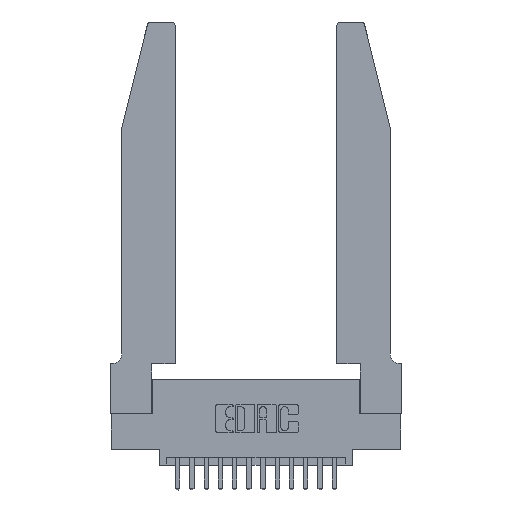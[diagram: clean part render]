
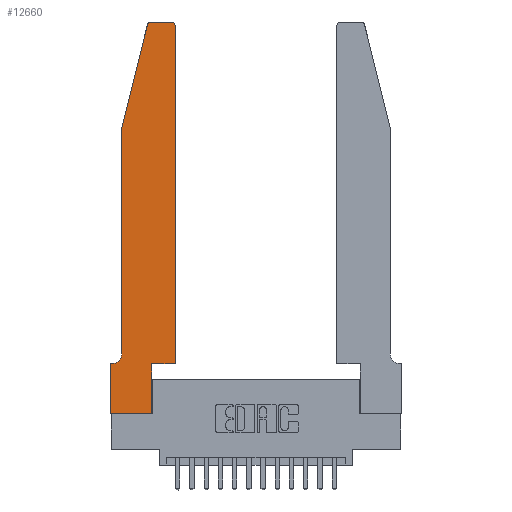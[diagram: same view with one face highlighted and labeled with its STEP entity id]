
A CAD part, top view. The second image highlights one B-rep face of the part: STEP entity #12660.
In plain terms, the highlighted planar face has unit normal (0, 0, 1).
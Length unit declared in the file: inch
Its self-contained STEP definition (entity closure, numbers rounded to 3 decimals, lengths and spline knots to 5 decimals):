
#70 = EDGE_CURVE ( 'NONE', #5965, #3180, #14532, .T. ) ;
#114 = EDGE_CURVE ( 'NONE', #6394, #15108, #15854, .T. ) ;
#189 = VECTOR ( 'NONE', #15983, 39.37008 ) ;
#350 = CARTESIAN_POINT ( 'NONE',  ( 0.284, 2.72, 0.37 ) ) ;
#612 = DIRECTION ( 'NONE',  ( 0., 0., 1. ) ) ;
#766 = DIRECTION ( 'NONE',  ( 1., 0., 0. ) ) ;
#879 = VECTOR ( 'NONE', #1778, 39.37008 ) ;
#1005 = ORIENTED_EDGE ( 'NONE', *, *, #5600, .T. ) ;
#1231 = CARTESIAN_POINT ( 'NONE',  ( 0.0055, 0.42, 0.37 ) ) ;
#1525 = CARTESIAN_POINT ( 'NONE',  ( 0.0755, 2., 0.37 ) ) ;
#1778 = DIRECTION ( 'NONE',  ( 0., -1., 0. ) ) ;
#1959 = CARTESIAN_POINT ( 'NONE',  ( 0.4505, 2.72, 0.37 ) ) ;
#2029 = VERTEX_POINT ( 'NONE', #1959 ) ;
#2122 = CARTESIAN_POINT ( 'NONE',  ( 0.4205, 2.72, 0.37 ) ) ;
#2375 = CARTESIAN_POINT ( 'NONE',  ( 0.0755, 2., 0.37 ) ) ;
#2417 = AXIS2_PLACEMENT_3D ( 'NONE', #5220, #10665, #3607 ) ;
#2425 = ORIENTED_EDGE ( 'NONE', *, *, #17346, .T. ) ;
#2743 = DIRECTION ( 'NONE',  ( -1., 0., 0. ) ) ;
#3014 = CARTESIAN_POINT ( 'NONE',  ( 0., 0., 0.37 ) ) ;
#3094 = AXIS2_PLACEMENT_3D ( 'NONE', #1231, #18294, #2743 ) ;
#3180 = VERTEX_POINT ( 'NONE', #5276 ) ;
#3607 = DIRECTION ( 'NONE',  ( 1., 0., 0. ) ) ;
#3804 = VECTOR ( 'NONE', #13785, 39.37008 ) ;
#3898 = DIRECTION ( 'NONE',  ( -0.239, -0.971, 0. ) ) ;
#4228 = ORIENTED_EDGE ( 'NONE', *, *, #114, .T. ) ;
#4591 = CARTESIAN_POINT ( 'NONE',  ( 0., 0.35, 0.37 ) ) ;
#5060 = EDGE_CURVE ( 'NONE', #10435, #11180, #10818, .T. ) ;
#5086 = EDGE_CURVE ( 'NONE', #15853, #5965, #14145, .T. ) ;
#5110 = FACE_OUTER_BOUND ( 'NONE', #10984, .T. ) ;
#5220 = CARTESIAN_POINT ( 'NONE',  ( 0., 0.35, 0.37 ) ) ;
#5276 = CARTESIAN_POINT ( 'NONE',  ( 0.4505, 0.35, 0.37 ) ) ;
#5550 = ORIENTED_EDGE ( 'NONE', *, *, #10071, .T. ) ;
#5596 = ORIENTED_EDGE ( 'NONE', *, *, #7181, .T. ) ;
#5600 = EDGE_CURVE ( 'NONE', #2029, #14841, #13825, .T. ) ;
#5965 = VERTEX_POINT ( 'NONE', #13155 ) ;
#6009 = ORIENTED_EDGE ( 'NONE', *, *, #12832, .T. ) ;
#6289 = CARTESIAN_POINT ( 'NONE',  ( 0.4505, 0.35, 0.37 ) ) ;
#6394 = VERTEX_POINT ( 'NONE', #4591 ) ;
#6653 = CARTESIAN_POINT ( 'NONE',  ( 0., 0., 0.37 ) ) ;
#7181 = EDGE_CURVE ( 'NONE', #15108, #15853, #15377, .T. ) ;
#7209 = ORIENTED_EDGE ( 'NONE', *, *, #5086, .T. ) ;
#7546 = VECTOR ( 'NONE', #11540, 39.37008 ) ;
#7952 = DIRECTION ( 'NONE',  ( -1., 0., 0. ) ) ;
#8067 = PLANE ( 'NONE',  #2417 ) ;
#8790 = VECTOR ( 'NONE', #11555, 39.37008 ) ;
#9076 = AXIS2_PLACEMENT_3D ( 'NONE', #2122, #612, #11994 ) ;
#9680 = CIRCLE ( 'NONE', #17734, 0.03 ) ;
#9790 = VERTEX_POINT ( 'NONE', #14072 ) ;
#9899 = CARTESIAN_POINT ( 'NONE',  ( 0.0755, 0.42, 0.37 ) ) ;
#10071 = EDGE_CURVE ( 'NONE', #11180, #11133, #11761, .T. ) ;
#10161 = ORIENTED_EDGE ( 'NONE', *, *, #5060, .T. ) ;
#10435 = VERTEX_POINT ( 'NONE', #11299 ) ;
#10538 = ORIENTED_EDGE ( 'NONE', *, *, #13671, .T. ) ;
#10608 = VECTOR ( 'NONE', #3898, 39.37008 ) ;
#10665 = DIRECTION ( 'NONE',  ( 0., 0., 1. ) ) ;
#10818 = LINE ( 'NONE', #2375, #10608 ) ;
#10984 = EDGE_LOOP ( 'NONE', ( #10538, #2425, #10161, #5550, #11650, #6009, #4228, #5596, #7209, #16787, #12999, #1005 ) ) ;
#10985 = VERTEX_POINT ( 'NONE', #16069 ) ;
#11132 = CARTESIAN_POINT ( 'NONE',  ( 0.2865, 0.35, 0.37 ) ) ;
#11133 = VERTEX_POINT ( 'NONE', #9899 ) ;
#11180 = VERTEX_POINT ( 'NONE', #12854 ) ;
#11299 = CARTESIAN_POINT ( 'NONE',  ( 0.25487, 2.72718, 0.37 ) ) ;
#11540 = DIRECTION ( 'NONE',  ( 0., -1., 0. ) ) ;
#11555 = DIRECTION ( 'NONE',  ( 1., 0., 0. ) ) ;
#11650 = ORIENTED_EDGE ( 'NONE', *, *, #17113, .T. ) ;
#11761 = LINE ( 'NONE', #1525, #7546 ) ;
#11994 = DIRECTION ( 'NONE',  ( 1., 0., 0. ) ) ;
#12303 = EDGE_CURVE ( 'NONE', #3180, #2029, #16658, .T. ) ;
#12660 = ADVANCED_FACE ( 'NONE', ( #5110 ), #8067, .T. ) ;
#12719 = CARTESIAN_POINT ( 'NONE',  ( 0.4505, 0.35, 0.37 ) ) ;
#12832 = EDGE_CURVE ( 'NONE', #9790, #6394, #17103, .T. ) ;
#12854 = CARTESIAN_POINT ( 'NONE',  ( 0.0755, 2., 0.37 ) ) ;
#12999 = ORIENTED_EDGE ( 'NONE', *, *, #12303, .T. ) ;
#13155 = CARTESIAN_POINT ( 'NONE',  ( 0.2865, 0.35, 0.37 ) ) ;
#13671 = EDGE_CURVE ( 'NONE', #14841, #10985, #15548, .T. ) ;
#13687 = DIRECTION ( 'NONE',  ( 0., 0., 1. ) ) ;
#13785 = DIRECTION ( 'NONE',  ( 1., 0., 0. ) ) ;
#13825 = CIRCLE ( 'NONE', #9076, 0.03 ) ;
#14072 = CARTESIAN_POINT ( 'NONE',  ( 0.0055, 0.35, 0.37 ) ) ;
#14145 = LINE ( 'NONE', #11132, #15469 ) ;
#14532 = LINE ( 'NONE', #12719, #8790 ) ;
#14841 = VERTEX_POINT ( 'NONE', #16496 ) ;
#14990 = CARTESIAN_POINT ( 'NONE',  ( 0.2605, 2.75, 0.37 ) ) ;
#15108 = VERTEX_POINT ( 'NONE', #3014 ) ;
#15377 = LINE ( 'NONE', #6653, #3804 ) ;
#15469 = VECTOR ( 'NONE', #18372, 39.37008 ) ;
#15548 = LINE ( 'NONE', #14990, #18432 ) ;
#15853 = VERTEX_POINT ( 'NONE', #17516 ) ;
#15854 = LINE ( 'NONE', #15991, #879 ) ;
#15983 = DIRECTION ( 'NONE',  ( -1., 0., 0. ) ) ;
#15991 = CARTESIAN_POINT ( 'NONE',  ( 0., 0., 0.37 ) ) ;
#16069 = CARTESIAN_POINT ( 'NONE',  ( 0.284, 2.75, 0.37 ) ) ;
#16233 = DIRECTION ( 'NONE',  ( 0., 1., 0. ) ) ;
#16496 = CARTESIAN_POINT ( 'NONE',  ( 0.4205, 2.75, 0.37 ) ) ;
#16658 = LINE ( 'NONE', #6289, #18425 ) ;
#16787 = ORIENTED_EDGE ( 'NONE', *, *, #70, .T. ) ;
#16889 = CARTESIAN_POINT ( 'NONE',  ( 0.0755, 0.35, 0.37 ) ) ;
#17103 = LINE ( 'NONE', #16889, #189 ) ;
#17113 = EDGE_CURVE ( 'NONE', #11133, #9790, #18085, .T. ) ;
#17346 = EDGE_CURVE ( 'NONE', #10985, #10435, #9680, .T. ) ;
#17516 = CARTESIAN_POINT ( 'NONE',  ( 0.2865, 0., 0.37 ) ) ;
#17734 = AXIS2_PLACEMENT_3D ( 'NONE', #350, #13687, #766 ) ;
#18085 = CIRCLE ( 'NONE', #3094, 0.07 ) ;
#18294 = DIRECTION ( 'NONE',  ( 0., 0., -1. ) ) ;
#18372 = DIRECTION ( 'NONE',  ( 0., 1., 0. ) ) ;
#18425 = VECTOR ( 'NONE', #16233, 39.37008 ) ;
#18432 = VECTOR ( 'NONE', #7952, 39.37008 ) ;
